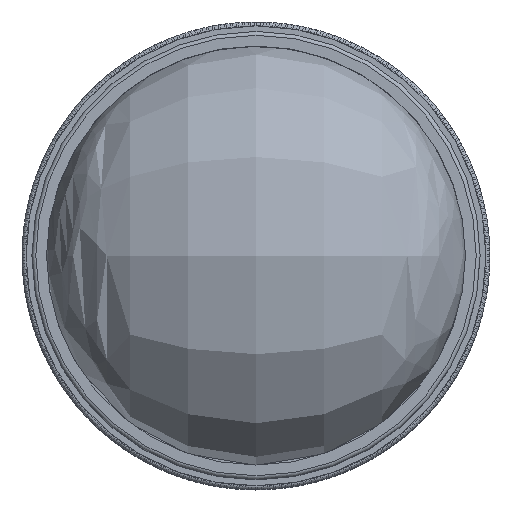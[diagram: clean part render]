
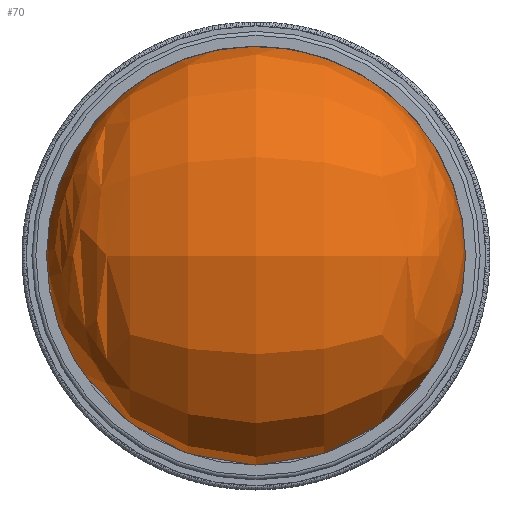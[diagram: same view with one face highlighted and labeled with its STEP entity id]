
A CAD part, top view. The second image highlights one B-rep face of the part: STEP entity #70.
In plain terms, the highlighted free-form (B-spline) face has degree [3, 3] with [4, 7] control points.
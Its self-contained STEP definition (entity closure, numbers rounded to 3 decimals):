
#27=CARTESIAN_POINT('',(-10.75,0.,80.5));
#28=CARTESIAN_POINT('',(-10.75,0.,80.5));
#29=CARTESIAN_POINT('',(-10.75,0.,80.5));
#30=CARTESIAN_POINT('',(-10.75,0.,80.5));
#31=CARTESIAN_POINT('',(-10.75,0.,80.5));
#32=CARTESIAN_POINT('',(-10.75,0.,80.5));
#33=CARTESIAN_POINT('',(-10.75,0.,80.5));
#34=CARTESIAN_POINT('',(-10.75,21.5,80.5));
#35=CARTESIAN_POINT('',(-10.75,21.5,52.55));
#36=CARTESIAN_POINT('',(-10.75,-21.5,52.55));
#37=CARTESIAN_POINT('',(-10.75,-21.5,80.5));
#38=CARTESIAN_POINT('',(-10.75,-21.5,108.45));
#39=CARTESIAN_POINT('',(-10.75,21.5,108.45));
#40=CARTESIAN_POINT('',(-10.75,21.5,80.5));
#41=CARTESIAN_POINT('',(10.75,21.5,80.5));
#42=CARTESIAN_POINT('',(10.75,21.5,52.55));
#43=CARTESIAN_POINT('',(10.75,-21.5,52.55));
#44=CARTESIAN_POINT('',(10.75,-21.5,80.5));
#45=CARTESIAN_POINT('',(10.75,-21.5,108.45));
#46=CARTESIAN_POINT('',(10.75,21.5,108.45));
#47=CARTESIAN_POINT('',(10.75,21.5,80.5));
#48=CARTESIAN_POINT('',(10.75,0.,80.5));
#49=CARTESIAN_POINT('',(10.75,0.,80.5));
#50=CARTESIAN_POINT('',(10.75,0.,80.5));
#51=CARTESIAN_POINT('',(10.75,0.,80.5));
#52=CARTESIAN_POINT('',(10.75,0.,80.5));
#53=CARTESIAN_POINT('',(10.75,0.,80.5));
#54=CARTESIAN_POINT('',(10.75,0.,80.5));
#55=(BOUNDED_SURFACE()
B_SPLINE_SURFACE(3,3,((#27,#28,#29,#30,#31,#32,#33),(#34,#35,#36,#37,#38,#39,#40),(#41,#42,#43,#44,#45,#46,#47),(#48,#49,#50,#51,#52,#53,#54)),.UNSPECIFIED.,.F.,.T.,.U.)
B_SPLINE_SURFACE_WITH_KNOTS((4,4),(4,3,4),(0.,1.),(0.,0.5,1.),.UNSPECIFIED.)
GEOMETRIC_REPRESENTATION_ITEM()
RATIONAL_B_SPLINE_SURFACE(((1.,0.333,0.333,1.,0.333,0.333,1.),(0.333,0.111,0.111,0.333,0.111,0.111,0.333),(0.333,0.111,0.111,0.333,0.111,0.111,0.333),(1.,0.333,0.333,1.,0.333,0.333,1.)))
REPRESENTATION_ITEM('')
SURFACE()
);
#56=CARTESIAN_POINT('',(10.75,0.,80.5));
#57=VERTEX_POINT('',#56);
#58=CARTESIAN_POINT('',(-10.75,0.,80.5));
#59=VERTEX_POINT('',#58);
#60=CARTESIAN_POINT('',(10.75,0.,80.5));
#61=CARTESIAN_POINT('',(10.75,21.5,80.5));
#62=CARTESIAN_POINT('',(-10.75,21.5,80.5));
#63=CARTESIAN_POINT('',(-10.75,0.,80.5));
#64=(BOUNDED_CURVE()
B_SPLINE_CURVE(3,(#60,#61,#62,#63),.UNSPECIFIED.,.F.,.F.)
B_SPLINE_CURVE_WITH_KNOTS((4,4),(0.,1.),.UNSPECIFIED.)
CURVE()
GEOMETRIC_REPRESENTATION_ITEM()
RATIONAL_B_SPLINE_CURVE((1.,0.333,0.333,1.))
REPRESENTATION_ITEM(''));
#65=EDGE_CURVE('',#57,#59,#64,.T.);
#66=ORIENTED_EDGE('',*,*,#65,.T.);
#67=ORIENTED_EDGE('',*,*,#65,.F.);
#68=EDGE_LOOP('',(#66,#67));
#69=FACE_BOUND('',#68,.T.);
#70=ADVANCED_FACE('',(#69),#55,.T.);
